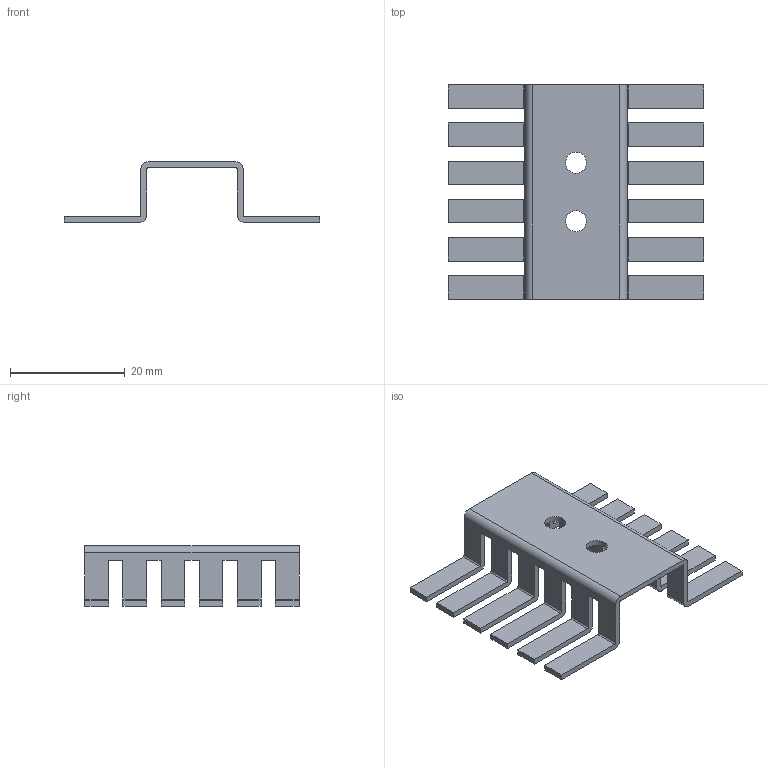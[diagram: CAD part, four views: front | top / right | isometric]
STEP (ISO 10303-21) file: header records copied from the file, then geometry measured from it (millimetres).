
FILE_DESCRIPTION (( 'STEP AP214' ), '1' );
FILE_NAME ('aavid5072.STEP', '2014-04-09T03:41:31', ( '' ), ( '' ), 'SwSTEP 2.0', 'SolidWorks 2011', '' );
FILE_SCHEMA (( 'AUTOMOTIVE_DESIGN' ));
Length unit declared in the file: millimetre
Products named in the file (1): aavid5072
Bounding box: 44.45 x 37.34 x 10.52 mm (x, y, z)
Volume: 1776.3 mm3; surface area: 4194.9 mm2
Topology: 1 solids, 1 shells, 106 faces, 312 edges, 208 vertices
Faces by surface type: plane 74, cylinder 32
Entity records: 3562 total; most frequent: CARTESIAN_POINT 627, ORIENTED_EDGE 624, DIRECTION 590, EDGE_CURVE 312, VECTOR 248, LINE 248, VERTEX_POINT 208, AXIS2_PLACEMENT_3D 171
